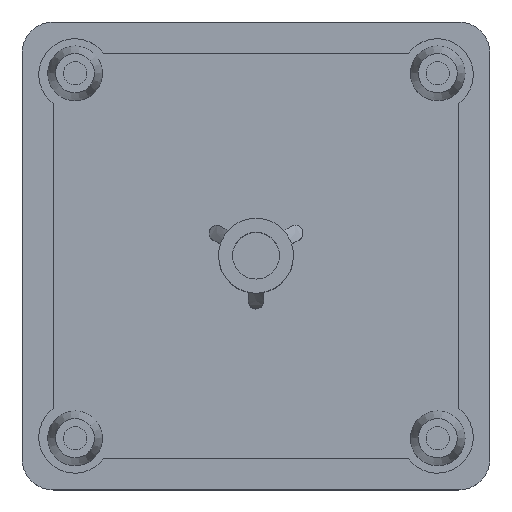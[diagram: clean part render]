
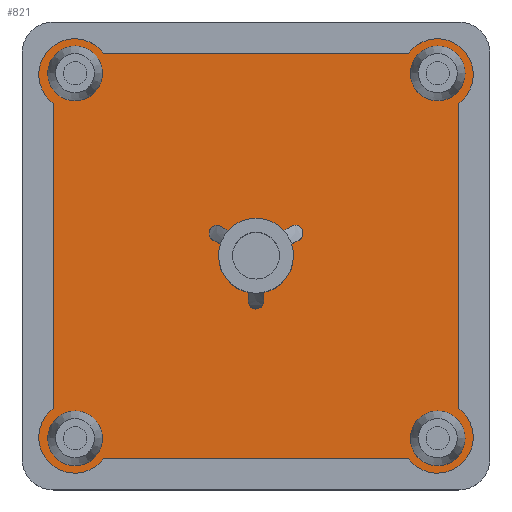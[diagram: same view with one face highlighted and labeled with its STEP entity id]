
A CAD part, top view. The second image highlights one B-rep face of the part: STEP entity #821.
In plain terms, the highlighted planar face has unit normal (0, 0, 1).
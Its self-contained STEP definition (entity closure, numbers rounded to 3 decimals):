
#48=CIRCLE('',#897,2.3);
#49=CIRCLE('',#900,2.3);
#50=CIRCLE('',#903,2.3);
#51=CIRCLE('',#906,2.3);
#52=CIRCLE('',#908,1.75);
#53=CIRCLE('',#909,1.75);
#54=CIRCLE('',#910,1.75);
#55=CIRCLE('',#911,1.75);
#56=CIRCLE('',#912,0.5);
#57=CIRCLE('',#913,2.4);
#58=CIRCLE('',#914,0.5);
#59=CIRCLE('',#915,2.4);
#60=CIRCLE('',#916,0.5);
#61=CIRCLE('',#917,2.4);
#197=ORIENTED_EDGE('',*,*,#375,.F.);
#198=ORIENTED_EDGE('',*,*,#376,.T.);
#199=ORIENTED_EDGE('',*,*,#377,.F.);
#200=ORIENTED_EDGE('',*,*,#378,.T.);
#201=ORIENTED_EDGE('',*,*,#360,.T.);
#202=ORIENTED_EDGE('',*,*,#363,.T.);
#203=ORIENTED_EDGE('',*,*,#365,.T.);
#204=ORIENTED_EDGE('',*,*,#367,.T.);
#205=ORIENTED_EDGE('',*,*,#369,.T.);
#206=ORIENTED_EDGE('',*,*,#371,.T.);
#207=ORIENTED_EDGE('',*,*,#373,.T.);
#208=ORIENTED_EDGE('',*,*,#374,.T.);
#209=ORIENTED_EDGE('',*,*,#379,.F.);
#210=ORIENTED_EDGE('',*,*,#380,.F.);
#211=ORIENTED_EDGE('',*,*,#381,.F.);
#212=ORIENTED_EDGE('',*,*,#382,.F.);
#213=ORIENTED_EDGE('',*,*,#383,.F.);
#214=ORIENTED_EDGE('',*,*,#384,.F.);
#215=ORIENTED_EDGE('',*,*,#385,.F.);
#216=ORIENTED_EDGE('',*,*,#386,.F.);
#217=ORIENTED_EDGE('',*,*,#387,.F.);
#218=ORIENTED_EDGE('',*,*,#388,.F.);
#219=ORIENTED_EDGE('',*,*,#389,.F.);
#220=ORIENTED_EDGE('',*,*,#390,.F.);
#360=EDGE_CURVE('',#461,#460,#535,.T.);
#363=EDGE_CURVE('',#460,#462,#48,.T.);
#365=EDGE_CURVE('',#462,#463,#539,.T.);
#367=EDGE_CURVE('',#463,#464,#49,.T.);
#369=EDGE_CURVE('',#464,#465,#542,.T.);
#371=EDGE_CURVE('',#465,#466,#50,.T.);
#373=EDGE_CURVE('',#466,#467,#545,.T.);
#374=EDGE_CURVE('',#467,#461,#51,.T.);
#375=EDGE_CURVE('',#468,#468,#52,.T.);
#376=EDGE_CURVE('',#469,#469,#53,.T.);
#377=EDGE_CURVE('',#470,#470,#54,.T.);
#378=EDGE_CURVE('',#471,#471,#55,.T.);
#379=EDGE_CURVE('',#472,#473,#546,.T.);
#380=EDGE_CURVE('',#474,#472,#56,.T.);
#381=EDGE_CURVE('',#475,#474,#547,.T.);
#382=EDGE_CURVE('',#476,#475,#57,.T.);
#383=EDGE_CURVE('',#477,#476,#548,.T.);
#384=EDGE_CURVE('',#478,#477,#58,.T.);
#385=EDGE_CURVE('',#479,#478,#549,.T.);
#386=EDGE_CURVE('',#480,#479,#59,.T.);
#387=EDGE_CURVE('',#481,#480,#550,.T.);
#388=EDGE_CURVE('',#482,#481,#60,.T.);
#389=EDGE_CURVE('',#483,#482,#551,.T.);
#390=EDGE_CURVE('',#473,#483,#61,.T.);
#460=VERTEX_POINT('',#1315);
#461=VERTEX_POINT('',#1317);
#462=VERTEX_POINT('',#1321);
#463=VERTEX_POINT('',#1325);
#464=VERTEX_POINT('',#1329);
#465=VERTEX_POINT('',#1333);
#466=VERTEX_POINT('',#1337);
#467=VERTEX_POINT('',#1341);
#468=VERTEX_POINT('',#1347);
#469=VERTEX_POINT('',#1349);
#470=VERTEX_POINT('',#1351);
#471=VERTEX_POINT('',#1353);
#472=VERTEX_POINT('',#1355);
#473=VERTEX_POINT('',#1356);
#474=VERTEX_POINT('',#1358);
#475=VERTEX_POINT('',#1360);
#476=VERTEX_POINT('',#1362);
#477=VERTEX_POINT('',#1364);
#478=VERTEX_POINT('',#1366);
#479=VERTEX_POINT('',#1368);
#480=VERTEX_POINT('',#1370);
#481=VERTEX_POINT('',#1372);
#482=VERTEX_POINT('',#1374);
#483=VERTEX_POINT('',#1376);
#535=LINE('',#1316,#585);
#539=LINE('',#1326,#589);
#542=LINE('',#1334,#592);
#545=LINE('',#1342,#595);
#546=LINE('',#1354,#596);
#547=LINE('',#1359,#597);
#548=LINE('',#1363,#598);
#549=LINE('',#1367,#599);
#550=LINE('',#1371,#600);
#551=LINE('',#1375,#601);
#585=VECTOR('',#1049,1000.);
#589=VECTOR('',#1059,1000.);
#592=VECTOR('',#1068,1000.);
#595=VECTOR('',#1077,1000.);
#596=VECTOR('',#1092,1000.);
#597=VECTOR('',#1095,1000.);
#598=VECTOR('',#1098,1000.);
#599=VECTOR('',#1101,1000.);
#600=VECTOR('',#1104,1000.);
#601=VECTOR('',#1107,1000.);
#633=EDGE_LOOP('',(#197));
#634=EDGE_LOOP('',(#198));
#635=EDGE_LOOP('',(#199));
#636=EDGE_LOOP('',(#200));
#637=EDGE_LOOP('',(#201,#202,#203,#204,#205,#206,#207,#208));
#638=EDGE_LOOP('',(#209,#210,#211,#212,#213,#214,#215,#216,#217,#218,#219,
#220));
#714=FACE_BOUND('',#633,.T.);
#715=FACE_BOUND('',#634,.T.);
#716=FACE_BOUND('',#635,.T.);
#717=FACE_BOUND('',#636,.T.);
#718=FACE_BOUND('',#637,.T.);
#719=FACE_BOUND('',#638,.T.);
#786=PLANE('',#907);
#821=ADVANCED_FACE('',(#714,#715,#716,#717,#718,#719),#786,.T.);
#897=AXIS2_PLACEMENT_3D('',#1322,#1054,#1055);
#900=AXIS2_PLACEMENT_3D('',#1330,#1063,#1064);
#903=AXIS2_PLACEMENT_3D('',#1338,#1072,#1073);
#906=AXIS2_PLACEMENT_3D('',#1344,#1080,#1081);
#907=AXIS2_PLACEMENT_3D('',#1345,#1082,#1083);
#908=AXIS2_PLACEMENT_3D('',#1346,#1084,#1085);
#909=AXIS2_PLACEMENT_3D('',#1348,#1086,#1087);
#910=AXIS2_PLACEMENT_3D('',#1350,#1088,#1089);
#911=AXIS2_PLACEMENT_3D('',#1352,#1090,#1091);
#912=AXIS2_PLACEMENT_3D('',#1357,#1093,#1094);
#913=AXIS2_PLACEMENT_3D('',#1361,#1096,#1097);
#914=AXIS2_PLACEMENT_3D('',#1365,#1099,#1100);
#915=AXIS2_PLACEMENT_3D('',#1369,#1102,#1103);
#916=AXIS2_PLACEMENT_3D('',#1373,#1105,#1106);
#917=AXIS2_PLACEMENT_3D('',#1377,#1108,#1109);
#1049=DIRECTION('',(0.,-1.,0.));
#1054=DIRECTION('',(0.,0.,1.));
#1055=DIRECTION('',(1.,0.,0.));
#1059=DIRECTION('',(1.,0.,0.));
#1063=DIRECTION('',(0.,0.,1.));
#1064=DIRECTION('',(1.,0.,0.));
#1068=DIRECTION('',(0.,1.,0.));
#1072=DIRECTION('',(0.,0.,1.));
#1073=DIRECTION('',(1.,0.,0.));
#1077=DIRECTION('',(-1.,0.,0.));
#1080=DIRECTION('',(0.,0.,1.));
#1081=DIRECTION('',(1.,0.,0.));
#1082=DIRECTION('',(0.,0.,1.));
#1083=DIRECTION('',(1.,0.,0.));
#1084=DIRECTION('',(0.,0.,1.));
#1085=DIRECTION('',(1.,0.,0.));
#1086=DIRECTION('',(0.,0.,-1.));
#1087=DIRECTION('',(-1.,0.,0.));
#1088=DIRECTION('',(0.,0.,1.));
#1089=DIRECTION('',(1.,0.,0.));
#1090=DIRECTION('',(0.,0.,-1.));
#1091=DIRECTION('',(-1.,0.,0.));
#1092=DIRECTION('',(0.,1.,0.));
#1093=DIRECTION('',(0.,0.,1.));
#1094=DIRECTION('',(1.,0.,0.));
#1095=DIRECTION('',(0.,-1.,0.));
#1096=DIRECTION('',(0.,0.,1.));
#1097=DIRECTION('',(1.,0.,0.));
#1098=DIRECTION('',(0.866,-0.5,0.));
#1099=DIRECTION('',(0.,0.,1.));
#1100=DIRECTION('',(1.,0.,0.));
#1101=DIRECTION('',(-0.866,0.5,0.));
#1102=DIRECTION('',(0.,0.,1.));
#1103=DIRECTION('',(1.,0.,0.));
#1104=DIRECTION('',(-0.866,-0.5,0.));
#1105=DIRECTION('',(0.,0.,1.));
#1106=DIRECTION('',(1.,0.,0.));
#1107=DIRECTION('',(0.866,0.5,0.));
#1108=DIRECTION('',(0.,0.,1.));
#1109=DIRECTION('',(1.,0.,0.));
#1315=CARTESIAN_POINT('',(-13.,-9.781,-1.5));
#1316=CARTESIAN_POINT('',(-13.,9.781,-1.5));
#1317=CARTESIAN_POINT('',(-13.,9.781,-1.5));
#1321=CARTESIAN_POINT('',(-9.781,-13.,-1.5));
#1322=CARTESIAN_POINT('',(-11.625,-11.625,-1.5));
#1325=CARTESIAN_POINT('',(9.781,-13.,-1.5));
#1326=CARTESIAN_POINT('',(-9.781,-13.,-1.5));
#1329=CARTESIAN_POINT('',(13.,-9.781,-1.5));
#1330=CARTESIAN_POINT('',(11.625,-11.625,-1.5));
#1333=CARTESIAN_POINT('',(13.,9.781,-1.5));
#1334=CARTESIAN_POINT('',(13.,-9.781,-1.5));
#1337=CARTESIAN_POINT('',(9.781,13.,-1.5));
#1338=CARTESIAN_POINT('',(11.625,11.625,-1.5));
#1341=CARTESIAN_POINT('',(-9.781,13.,-1.5));
#1342=CARTESIAN_POINT('',(9.781,13.,-1.5));
#1344=CARTESIAN_POINT('',(-11.625,11.625,-1.5));
#1345=CARTESIAN_POINT('',(-11.625,-11.625,-1.5));
#1346=CARTESIAN_POINT('',(11.65,-11.7,-1.5));
#1347=CARTESIAN_POINT('',(13.4,-11.7,-1.5));
#1348=CARTESIAN_POINT('',(11.65,11.7,-1.5));
#1349=CARTESIAN_POINT('',(9.9,11.7,-1.5));
#1350=CARTESIAN_POINT('',(-11.6,-11.7,-1.5));
#1351=CARTESIAN_POINT('',(-9.85,-11.7,-1.5));
#1352=CARTESIAN_POINT('',(-11.6,11.7,-1.5));
#1353=CARTESIAN_POINT('',(-13.35,11.7,-1.5));
#1354=CARTESIAN_POINT('',(0.5,-2.9,-1.5));
#1355=CARTESIAN_POINT('',(0.5,-2.9,-1.5));
#1356=CARTESIAN_POINT('',(0.5,-2.347,-1.5));
#1357=CARTESIAN_POINT('',(0.,-2.9,-1.5));
#1358=CARTESIAN_POINT('',(-0.5,-2.9,-1.5));
#1359=CARTESIAN_POINT('',(-0.5,-2.347,-1.5));
#1360=CARTESIAN_POINT('',(-0.5,-2.347,-1.5));
#1361=CARTESIAN_POINT('',(0.,0.,-1.5));
#1362=CARTESIAN_POINT('',(-2.283,0.741,-1.5));
#1363=CARTESIAN_POINT('',(-2.761,1.017,-1.5));
#1364=CARTESIAN_POINT('',(-2.761,1.017,-1.5));
#1365=CARTESIAN_POINT('',(-2.511,1.45,-1.5));
#1366=CARTESIAN_POINT('',(-2.261,1.883,-1.5));
#1367=CARTESIAN_POINT('',(-1.783,1.607,-1.5));
#1368=CARTESIAN_POINT('',(-1.783,1.607,-1.5));
#1369=CARTESIAN_POINT('',(0.,0.,-1.5));
#1370=CARTESIAN_POINT('',(1.783,1.607,-1.5));
#1371=CARTESIAN_POINT('',(2.261,1.883,-1.5));
#1372=CARTESIAN_POINT('',(2.261,1.883,-1.5));
#1373=CARTESIAN_POINT('',(2.511,1.45,-1.5));
#1374=CARTESIAN_POINT('',(2.761,1.017,-1.5));
#1375=CARTESIAN_POINT('',(2.283,0.741,-1.5));
#1376=CARTESIAN_POINT('',(2.283,0.741,-1.5));
#1377=CARTESIAN_POINT('',(0.,0.,-1.5));
